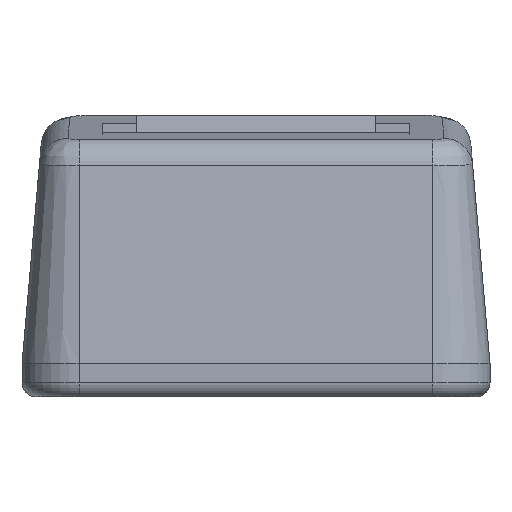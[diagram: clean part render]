
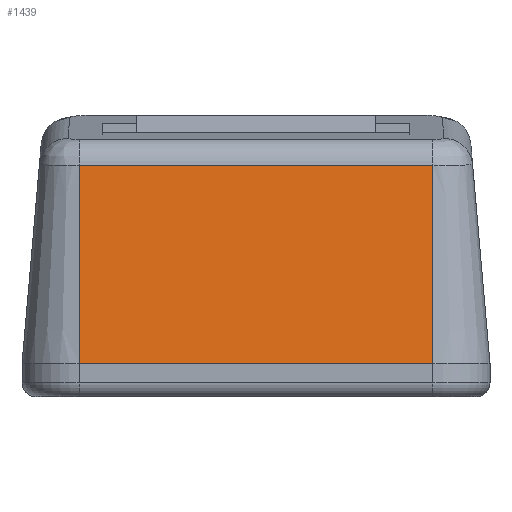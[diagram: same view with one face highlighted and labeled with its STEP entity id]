
A CAD part, front view. The second image highlights one B-rep face of the part: STEP entity #1439.
In plain terms, the highlighted planar face has unit normal (0, -0.996, 0.087).
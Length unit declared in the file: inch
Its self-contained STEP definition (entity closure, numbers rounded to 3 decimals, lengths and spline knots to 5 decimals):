
#1177=FACE_OUTER_BOUND('',#1764,.T.);
#1439=ADVANCED_FACE('',(#1177),#1625,.T.);
#1625=PLANE('',#4197);
#1764=EDGE_LOOP('',(#2627,#2628,#2629,#2630));
#2003=LINE('',#5456,#2306);
#2004=LINE('',#5459,#2307);
#2005=LINE('',#5461,#2308);
#2006=LINE('',#5463,#2309);
#2306=VECTOR('',#4551,1.);
#2307=VECTOR('',#4552,1.);
#2308=VECTOR('',#4553,1.);
#2309=VECTOR('',#4554,1.);
#2627=ORIENTED_EDGE('',*,*,#3762,.T.);
#2628=ORIENTED_EDGE('',*,*,#3763,.T.);
#2629=ORIENTED_EDGE('',*,*,#3764,.T.);
#2630=ORIENTED_EDGE('',*,*,#3765,.T.);
#3493=VERTEX_POINT('',#5457);
#3494=VERTEX_POINT('',#5458);
#3495=VERTEX_POINT('',#5460);
#3496=VERTEX_POINT('',#5462);
#3762=EDGE_CURVE('',#3493,#3494,#2003,.T.);
#3763=EDGE_CURVE('',#3494,#3495,#2004,.T.);
#3764=EDGE_CURVE('',#3495,#3496,#2005,.T.);
#3765=EDGE_CURVE('',#3496,#3493,#2006,.T.);
#4197=AXIS2_PLACEMENT_3D('',#5464,#4555,#4556);
#4551=DIRECTION('',(0.,0.087,0.996));
#4552=DIRECTION('',(-1.,0.,0.));
#4553=DIRECTION('',(0.,-0.087,-0.996));
#4554=DIRECTION('',(1.,0.,0.));
#4555=DIRECTION('',(0.,-0.996,0.087));
#4556=DIRECTION('',(0.,-0.087,-0.996));
#5456=CARTESIAN_POINT('',(0.185,0.,0.));
#5457=CARTESIAN_POINT('',(0.185,0.,0.));
#5458=CARTESIAN_POINT('',(0.185,0.01814,0.2074));
#5459=CARTESIAN_POINT('',(0.,0.01814,0.2074));
#5460=CARTESIAN_POINT('',(-0.185,0.01814,0.2074));
#5461=CARTESIAN_POINT('',(-0.185,0.,0.));
#5462=CARTESIAN_POINT('',(-0.185,0.,0.));
#5463=CARTESIAN_POINT('',(0.,0.,0.));
#5464=CARTESIAN_POINT('',(0.,0.,0.));
